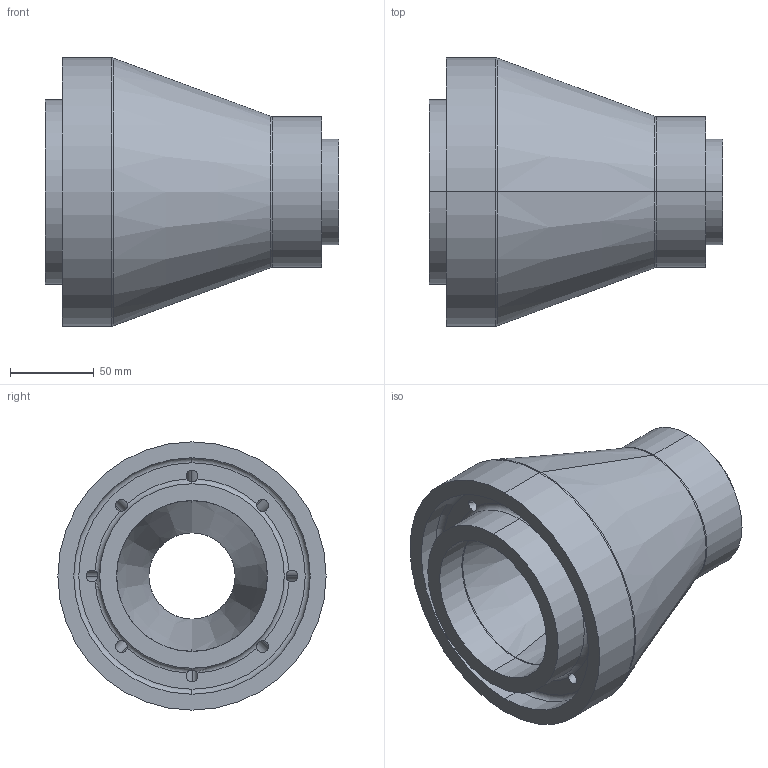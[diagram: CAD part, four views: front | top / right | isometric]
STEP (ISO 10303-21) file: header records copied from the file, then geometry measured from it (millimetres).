
FILE_DESCRIPTION (( 'STEP AP203' ), '1' );
FILE_NAME ('--7865420.STEP', '2015-03-20T18:18:05', ( 'enduser' ), ( '' ), 'SwSTEP 2.0', 'SolidWorks 2014', '' );
FILE_SCHEMA (( 'CONFIG_CONTROL_DESIGN' ));
Length unit declared in the file: millimetre
Products named in the file (1): --7865420
Bounding box: 175 x 160 x 160 mm (x, y, z)
Volume: 1317902.8 mm3; surface area: 165931 mm2
Topology: 1 solids, 1 shells, 65 faces, 198 edges, 122 vertices
Faces by surface type: cylinder 32, torus 16, plane 13, cone 4
Entity records: 2935 total; most frequent: CARTESIAN_POINT 1186, ORIENTED_EDGE 396, DIRECTION 332, EDGE_CURVE 198, AXIS2_PLACEMENT_3D 148, VERTEX_POINT 122, CIRCLE 82, EDGE_LOOP 70
